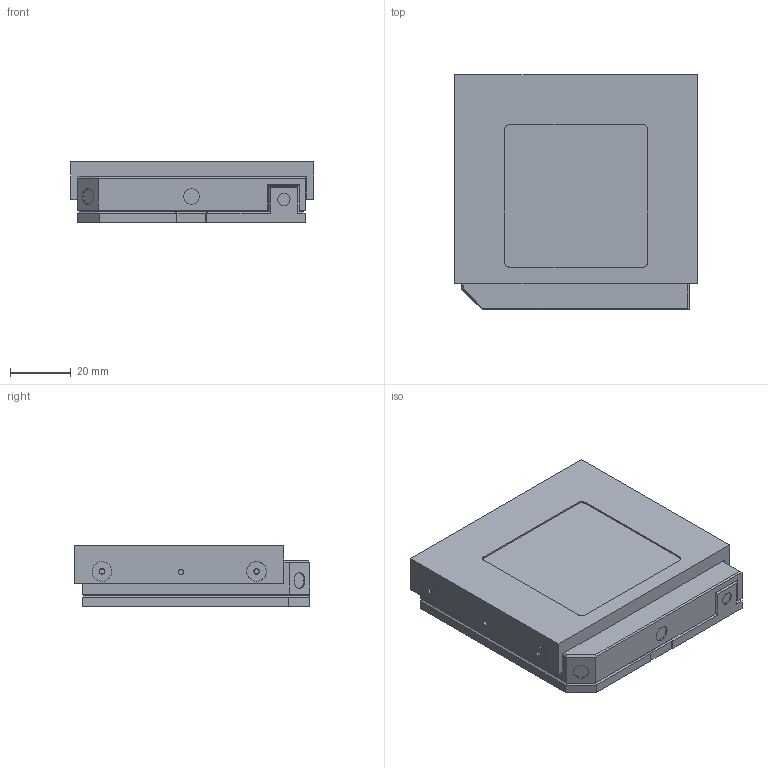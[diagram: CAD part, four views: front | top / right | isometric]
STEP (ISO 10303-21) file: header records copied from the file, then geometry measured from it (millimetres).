
FILE_DESCRIPTION (( 'STEP AP203' ), '1' );
FILE_NAME ('SK-9699 QE50LP-S-MB-QED.STEP', '2017-07-27T15:23:23', ( '' ), ( '' ), 'SwSTEP 2.0', 'SolidWorks 2016', '' );
FILE_SCHEMA (( 'CONFIG_CONTROL_DESIGN' ));
Products named in the file (1): SK-9699 QE50LP-S-MB-QED
Bounding box: 80.11 x 77.61 x 20 mm (x, y, z)
Volume: 109616.5 mm3; surface area: 26937.4 mm2
Topology: 2 solids, 10 shells, 5330 faces, 15350 edges, 10183 vertices
Faces by surface type: plane 5067, cylinder 134, cone 99, bspline 16, torus 14
Entity records: 176174 total; most frequent: CARTESIAN_POINT 36484, ORIENTED_EDGE 30700, DIRECTION 26071, EDGE_CURVE 15350, VECTOR 14799, LINE 14799, VERTEX_POINT 10183, AXIS2_PLACEMENT_3D 5636
